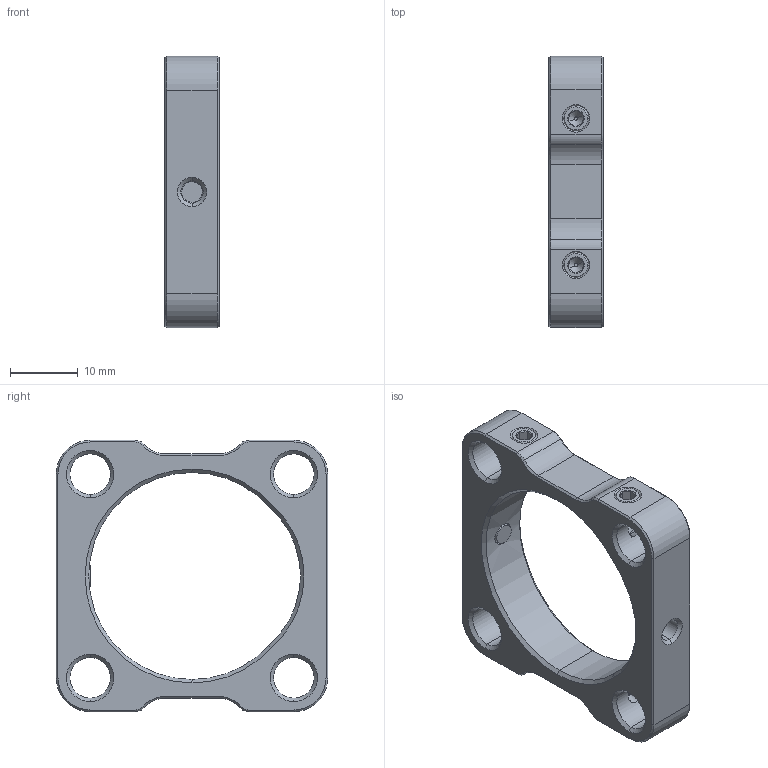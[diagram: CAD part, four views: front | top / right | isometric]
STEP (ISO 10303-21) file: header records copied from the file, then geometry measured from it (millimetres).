
FILE_DESCRIPTION (( 'STEP AP214' ), '1' );
FILE_NAME ('2.2.1.14_L30B-T1.2_30 mm笼板，用于1.2英寸通孔，侧边顶丝固定，M4螺纹.STEP', '2021-07-21T05:50:19', ( 'Microsoft' ), ( 'Microsoft' ), 'SwSTEP 2.0', 'SolidWorks 2018', '' );
FILE_SCHEMA (( 'AUTOMOTIVE_DESIGN' ));
Length unit declared in the file: millimetre
Products named in the file (1): 2.2.1.14_L30B-T1.2_30 mm笼板，用于1.2英寸通孔，侧边顶丝固定，M4螺纹
Bounding box: 8 x 40 x 40 mm (x, y, z)
Surface area: 4281.4 mm2 (no closed solid volume)
Topology: 0 solids, 11 shells, 217 faces, 492 edges, 280 vertices
Faces by surface type: cone 112, plane 67, cylinder 38
Entity records: 8696 total; most frequent: CARTESIAN_POINT 1454, DIRECTION 1070, ORIENTED_EDGE 924, EDGE_CURVE 484, AXIS2_PLACEMENT_3D 416, VERTEX_POINT 280, EDGE_LOOP 244, LINE 238
